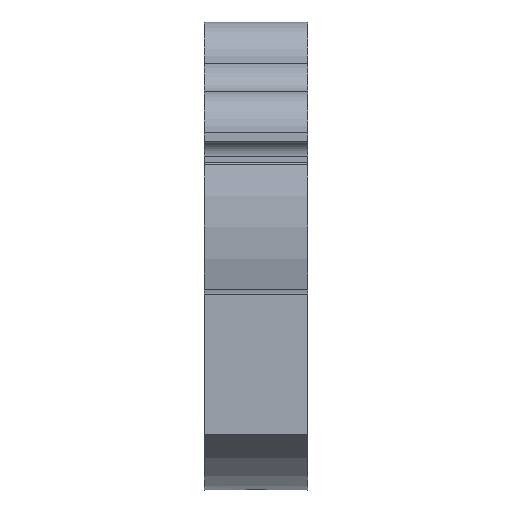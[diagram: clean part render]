
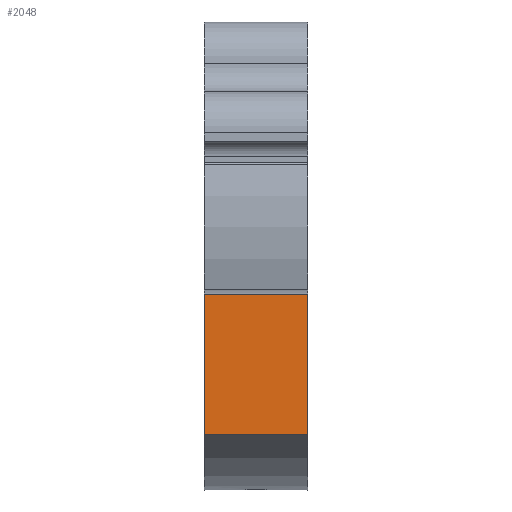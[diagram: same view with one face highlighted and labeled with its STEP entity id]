
A CAD part, left-side view. The second image highlights one B-rep face of the part: STEP entity #2048.
In plain terms, the highlighted planar face has unit normal (-1, 0, 0).
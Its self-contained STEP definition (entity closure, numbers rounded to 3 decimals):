
#52=PLANE('',#2345);
#160=FACE_OUTER_BOUND('',#271,.T.);
#271=EDGE_LOOP('',(#1671,#1672,#1673,#1674));
#349=LINE('',#3361,#477);
#416=LINE('',#3706,#544);
#417=LINE('',#3708,#545);
#418=LINE('',#3709,#546);
#477=VECTOR('',#2642,10.);
#544=VECTOR('',#3039,10.);
#545=VECTOR('',#3040,10.);
#546=VECTOR('',#3041,10.);
#812=VERTEX_POINT('',#3354);
#815=VERTEX_POINT('',#3359);
#928=VERTEX_POINT('',#3705);
#929=VERTEX_POINT('',#3707);
#1058=EDGE_CURVE('',#815,#812,#349,.T.);
#1231=EDGE_CURVE('',#928,#815,#416,.T.);
#1232=EDGE_CURVE('',#929,#928,#417,.T.);
#1233=EDGE_CURVE('',#812,#929,#418,.T.);
#1671=ORIENTED_EDGE('',*,*,#1058,.F.);
#1672=ORIENTED_EDGE('',*,*,#1231,.F.);
#1673=ORIENTED_EDGE('',*,*,#1232,.F.);
#1674=ORIENTED_EDGE('',*,*,#1233,.F.);
#2048=ADVANCED_FACE('',(#160),#52,.T.);
#2345=AXIS2_PLACEMENT_3D('',#3704,#3037,#3038);
#2642=DIRECTION('',(0.,-1.,0.));
#3037=DIRECTION('center_axis',(-1.,0.,0.));
#3038=DIRECTION('ref_axis',(0.,0.,1.));
#3039=DIRECTION('',(0.,0.,1.));
#3040=DIRECTION('',(0.,1.,0.));
#3041=DIRECTION('',(0.,0.,-1.));
#3354=CARTESIAN_POINT('',(-18.8,0.,-7.884));
#3359=CARTESIAN_POINT('',(-18.8,12.,-7.884));
#3361=CARTESIAN_POINT('',(-18.8,0.,-7.884));
#3704=CARTESIAN_POINT('Origin',(-18.8,0.,-24.216));
#3705=CARTESIAN_POINT('',(-18.8,12.,-24.216));
#3706=CARTESIAN_POINT('',(-18.8,12.,-23.216));
#3707=CARTESIAN_POINT('',(-18.8,0.,-24.216));
#3708=CARTESIAN_POINT('',(-18.8,0.,-24.216));
#3709=CARTESIAN_POINT('',(-18.8,0.,-23.216));
